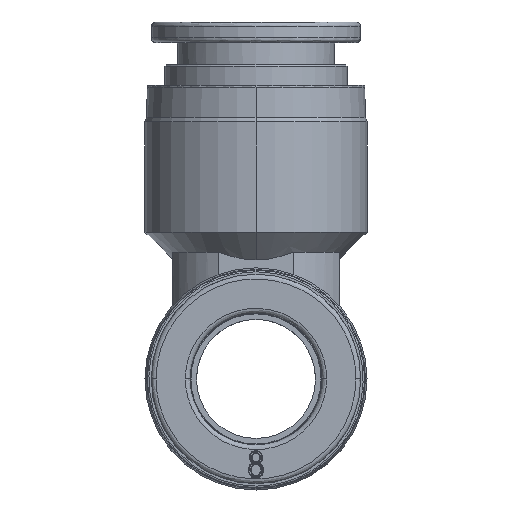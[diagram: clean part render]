
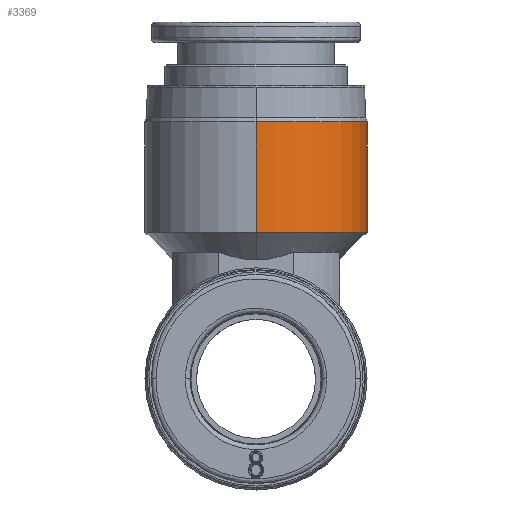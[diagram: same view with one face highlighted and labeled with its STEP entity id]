
A CAD part, front view. The second image highlights one B-rep face of the part: STEP entity #3369.
In plain terms, the highlighted cylindrical face has radius 7 mm (diameter 14 mm), a partial arc.
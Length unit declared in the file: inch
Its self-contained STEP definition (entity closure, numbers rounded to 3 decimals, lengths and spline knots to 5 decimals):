
#260 = ORIENTED_EDGE ( 'NONE', *, *, #7316, .T. ) ;
#610 = ORIENTED_EDGE ( 'NONE', *, *, #3757, .T. ) ;
#822 = DIRECTION ( 'NONE',  ( 0., 1., 0. ) ) ;
#832 = CIRCLE ( 'NONE', #3944, 0.27559 ) ;
#1171 = CARTESIAN_POINT ( 'NONE',  ( 1.1811, 0.27559, 0.36417 ) ) ;
#1510 = EDGE_LOOP ( 'NONE', ( #610, #5458, #260, #2547 ) ) ;
#1820 = CARTESIAN_POINT ( 'NONE',  ( 1.1811, -0.27559, 0.6378 ) ) ;
#1932 = CARTESIAN_POINT ( 'NONE',  ( 1.1811, 0.27559, 0.09843 ) ) ;
#2340 = CARTESIAN_POINT ( 'NONE',  ( 1.1811, -0.27559, 0.09843 ) ) ;
#2547 = ORIENTED_EDGE ( 'NONE', *, *, #6089, .F. ) ;
#2759 = DIRECTION ( 'NONE',  ( 0., 1., 0. ) ) ;
#3026 = DIRECTION ( 'NONE',  ( 0., 0., -1. ) ) ;
#3118 = EDGE_CURVE ( 'NONE', #7364, #6570, #3292, .T. ) ;
#3292 = LINE ( 'NONE', #2340, #3366 ) ;
#3326 = LINE ( 'NONE', #1932, #4660 ) ;
#3366 = VECTOR ( 'NONE', #5140, 39.37008 ) ;
#3369 = ADVANCED_FACE ( 'NONE', ( #5059 ), #5137, .T. ) ;
#3489 = VERTEX_POINT ( 'NONE', #1171 ) ;
#3504 = AXIS2_PLACEMENT_3D ( 'NONE', #7047, #3026, #822 ) ;
#3520 = DIRECTION ( 'NONE',  ( 0., 0., 1. ) ) ;
#3757 = EDGE_CURVE ( 'NONE', #6517, #7364, #4518, .T. ) ;
#3879 = AXIS2_PLACEMENT_3D ( 'NONE', #6163, #6112, #2759 ) ;
#3944 = AXIS2_PLACEMENT_3D ( 'NONE', #4659, #3520, #6952 ) ;
#4518 = CIRCLE ( 'NONE', #3504, 0.27559 ) ;
#4659 = CARTESIAN_POINT ( 'NONE',  ( 1.1811, 0., 0.36417 ) ) ;
#4660 = VECTOR ( 'NONE', #7045, 39.37008 ) ;
#5059 = FACE_OUTER_BOUND ( 'NONE', #1510, .T. ) ;
#5137 = CYLINDRICAL_SURFACE ( 'NONE', #3879, 0.27559 ) ;
#5140 = DIRECTION ( 'NONE',  ( 0., 0., -1. ) ) ;
#5458 = ORIENTED_EDGE ( 'NONE', *, *, #3118, .T. ) ;
#5890 = CARTESIAN_POINT ( 'NONE',  ( 1.1811, 0.27559, 0.6378 ) ) ;
#6089 = EDGE_CURVE ( 'NONE', #6517, #3489, #3326, .T. ) ;
#6112 = DIRECTION ( 'NONE',  ( 0., 0., -1. ) ) ;
#6163 = CARTESIAN_POINT ( 'NONE',  ( 1.1811, 0., 0.09843 ) ) ;
#6517 = VERTEX_POINT ( 'NONE', #5890 ) ;
#6570 = VERTEX_POINT ( 'NONE', #7116 ) ;
#6952 = DIRECTION ( 'NONE',  ( 0., 1., 0. ) ) ;
#7045 = DIRECTION ( 'NONE',  ( 0., 0., -1. ) ) ;
#7047 = CARTESIAN_POINT ( 'NONE',  ( 1.1811, 0., 0.6378 ) ) ;
#7116 = CARTESIAN_POINT ( 'NONE',  ( 1.1811, -0.27559, 0.36417 ) ) ;
#7316 = EDGE_CURVE ( 'NONE', #6570, #3489, #832, .T. ) ;
#7364 = VERTEX_POINT ( 'NONE', #1820 ) ;
